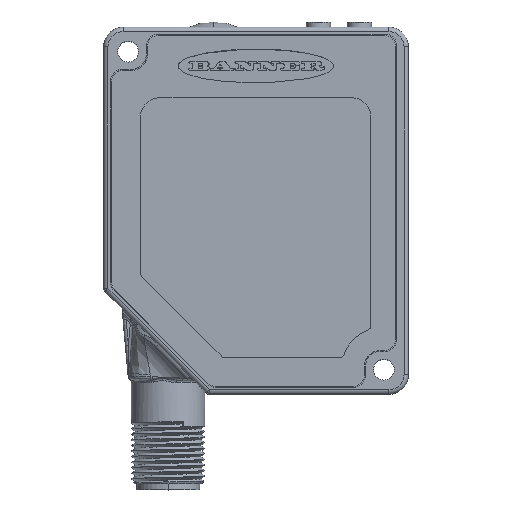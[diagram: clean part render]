
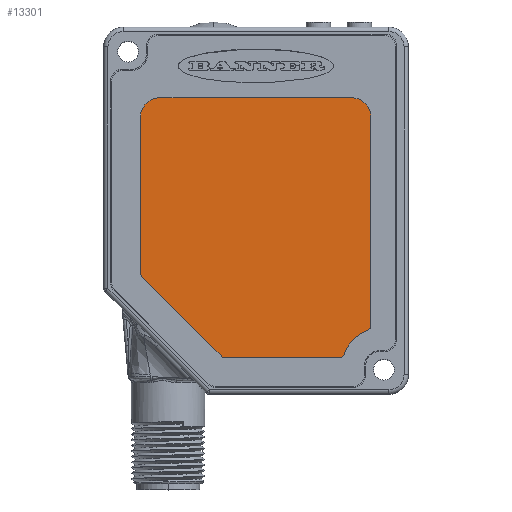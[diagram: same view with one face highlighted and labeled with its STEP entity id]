
A CAD part, top view. The second image highlights one B-rep face of the part: STEP entity #13301.
In plain terms, the highlighted planar face has unit normal (0, 0, 1).
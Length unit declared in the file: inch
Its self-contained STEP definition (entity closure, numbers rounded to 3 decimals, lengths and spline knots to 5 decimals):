
#1406=CARTESIAN_POINT('',(-0.36614,-0.58031,
0.37697));
#1407=DIRECTION('',(0.,0.,1.));
#1408=DIRECTION('',(1.,0.,0.));
#1409=AXIS2_PLACEMENT_3D('',#1406,#1407,#1408);
#1424=CARTESIAN_POINT('',(-1.59843,-0.58031,
0.37697));
#1425=DIRECTION('',(0.,0.,1.));
#1426=DIRECTION('',(0.,1.,0.));
#1427=AXIS2_PLACEMENT_3D('',#1424,#1425,#1426);
#1429=DIRECTION('',(-1.,0.,0.));
#1430=VECTOR('',#1429,1.23228);
#1431=CARTESIAN_POINT('',(-0.36614,-0.45433,
0.37697));
#1432=LINE('',#1431,#1430);
#1433=DIRECTION('',(0.,1.,0.));
#1434=VECTOR('',#1433,1.33653);
#1435=CARTESIAN_POINT('',(-0.24016,-1.91685,
0.37697));
#1436=LINE('',#1435,#1434);
#1437=CARTESIAN_POINT('',(-0.1811,-2.18268,
0.37697));
#1438=DIRECTION('',(0.,0.,-1.));
#1439=DIRECTION('',(-0.943,0.333,0.));
#1440=AXIS2_PLACEMENT_3D('',#1437,#1438,#1439);
#1442=DIRECTION('',(1.,0.,0.));
#1443=VECTOR('',#1442,0.72919);
#1444=CARTESIAN_POINT('',(-1.17755,-2.12756,
0.37697));
#1445=LINE('',#1444,#1443);
#1446=DIRECTION('',(0.707,-0.707,0.));
#1447=VECTOR('',#1446,0.7177);
#1448=CARTESIAN_POINT('',(-1.71288,-1.60854,
0.37697));
#1449=LINE('',#1448,#1447);
#1450=DIRECTION('',(0.,-1.,0.));
#1451=VECTOR('',#1450,1.00038);
#1452=CARTESIAN_POINT('',(-1.72441,-0.58031,
0.37697));
#1453=LINE('',#1452,#1451);
#1467=CARTESIAN_POINT('',(-0.27953,-1.91685,
0.37697));
#1468=DIRECTION('',(0.,0.,1.));
#1469=DIRECTION('',(0.347,-0.938,0.));
#1470=AXIS2_PLACEMENT_3D('',#1467,#1468,#1469);
#1485=CARTESIAN_POINT('',(-0.44836,-2.08819,
0.37697));
#1486=DIRECTION('',(0.,0.,1.));
#1487=DIRECTION('',(0.,-1.,0.));
#1488=AXIS2_PLACEMENT_3D('',#1485,#1486,#1487);
#1503=CARTESIAN_POINT('',(-1.17755,-2.08819,
0.37697));
#1504=DIRECTION('',(0.,0.,1.));
#1505=DIRECTION('',(-0.707,-0.707,0.));
#1506=AXIS2_PLACEMENT_3D('',#1503,#1504,#1505);
#1521=CARTESIAN_POINT('',(-1.68504,-1.5807,
0.37697));
#1522=DIRECTION('',(0.,0.,1.));
#1523=DIRECTION('',(-1.,0.,0.));
#1524=AXIS2_PLACEMENT_3D('',#1521,#1522,#1523);
#10839=CARTESIAN_POINT('',(-0.24016,-1.91685,
0.37697));
#10841=VERTEX_POINT('',#10839);
#10843=CARTESIAN_POINT('',(-0.26586,-1.95377,
0.37697));
#10845=VERTEX_POINT('',#10843);
#10847=CARTESIAN_POINT('',(-0.41124,-2.10131,
0.37697));
#10849=VERTEX_POINT('',#10847);
#10851=CARTESIAN_POINT('',(-0.44836,-2.12756,
0.37697));
#10853=VERTEX_POINT('',#10851);
#10854=CARTESIAN_POINT('',(-1.17755,-2.12756,
0.37697));
#10855=VERTEX_POINT('',#10854);
#10863=CARTESIAN_POINT('',(-1.20539,-2.11603,
0.37697));
#10865=VERTEX_POINT('',#10863);
#10867=CARTESIAN_POINT('',(-1.71288,-1.60854,
0.37697));
#10869=VERTEX_POINT('',#10867);
#10871=CARTESIAN_POINT('',(-1.72441,-1.5807,
0.37697));
#10873=VERTEX_POINT('',#10871);
#11377=CARTESIAN_POINT('',(-1.72441,-0.58031,
0.37697));
#11379=VERTEX_POINT('',#11377);
#11381=CARTESIAN_POINT('',(-1.59843,-0.45433,
0.37697));
#11383=VERTEX_POINT('',#11381);
#11385=CARTESIAN_POINT('',(-0.36614,-0.45433,
0.37697));
#11387=VERTEX_POINT('',#11385);
#11389=CARTESIAN_POINT('',(-0.24016,-0.58031,
0.37697));
#11391=VERTEX_POINT('',#11389);
#13275=CARTESIAN_POINT('',(-0.08268,-2.31102,
0.37697));
#13276=DIRECTION('',(0.,0.,1.));
#13277=DIRECTION('',(0.,1.,0.));
#13278=AXIS2_PLACEMENT_3D('',#13275,#13276,#13277);
#13279=PLANE('',#13278);
#13280=ORIENTED_EDGE('',*,*,#13256,.F.);
#13281=ORIENTED_EDGE('',*,*,#13242,.F.);
#13282=ORIENTED_EDGE('',*,*,#13228,.F.);
#13283=ORIENTED_EDGE('',*,*,#13214,.F.);
#13285=ORIENTED_EDGE('',*,*,#13284,.F.);
#13287=ORIENTED_EDGE('',*,*,#13286,.F.);
#13289=ORIENTED_EDGE('',*,*,#13288,.F.);
#13291=ORIENTED_EDGE('',*,*,#13290,.F.);
#13293=ORIENTED_EDGE('',*,*,#13292,.F.);
#13295=ORIENTED_EDGE('',*,*,#13294,.F.);
#13297=ORIENTED_EDGE('',*,*,#13296,.F.);
#13298=ORIENTED_EDGE('',*,*,#13267,.F.);
#13299=EDGE_LOOP('',(#13280,#13281,#13282,#13283,#13285,#13287,#13289,#13291,
#13293,#13295,#13297,#13298));
#13300=FACE_OUTER_BOUND('',#13299,.F.);
#13301=ADVANCED_FACE('',(#13300),#13279,.T.);
#1410=CIRCLE('',#1409,0.12598);
#1428=CIRCLE('',#1427,0.12598);
#1441=CIRCLE('',#1440,0.24409);
#1471=CIRCLE('',#1470,0.03937);
#1489=CIRCLE('',#1488,0.03937);
#1507=CIRCLE('',#1506,0.03937);
#1525=CIRCLE('',#1524,0.03937);
#13214=EDGE_CURVE('',#10841,#11391,#1436,.T.);
#13228=EDGE_CURVE('',#11391,#11387,#1410,.T.);
#13242=EDGE_CURVE('',#11387,#11383,#1432,.T.);
#13256=EDGE_CURVE('',#11383,#11379,#1428,.T.);
#13267=EDGE_CURVE('',#11379,#10873,#1453,.T.);
#13284=EDGE_CURVE('',#10845,#10841,#1471,.T.);
#13286=EDGE_CURVE('',#10849,#10845,#1441,.T.);
#13288=EDGE_CURVE('',#10853,#10849,#1489,.T.);
#13290=EDGE_CURVE('',#10855,#10853,#1445,.T.);
#13292=EDGE_CURVE('',#10865,#10855,#1507,.T.);
#13294=EDGE_CURVE('',#10869,#10865,#1449,.T.);
#13296=EDGE_CURVE('',#10873,#10869,#1525,.T.);
